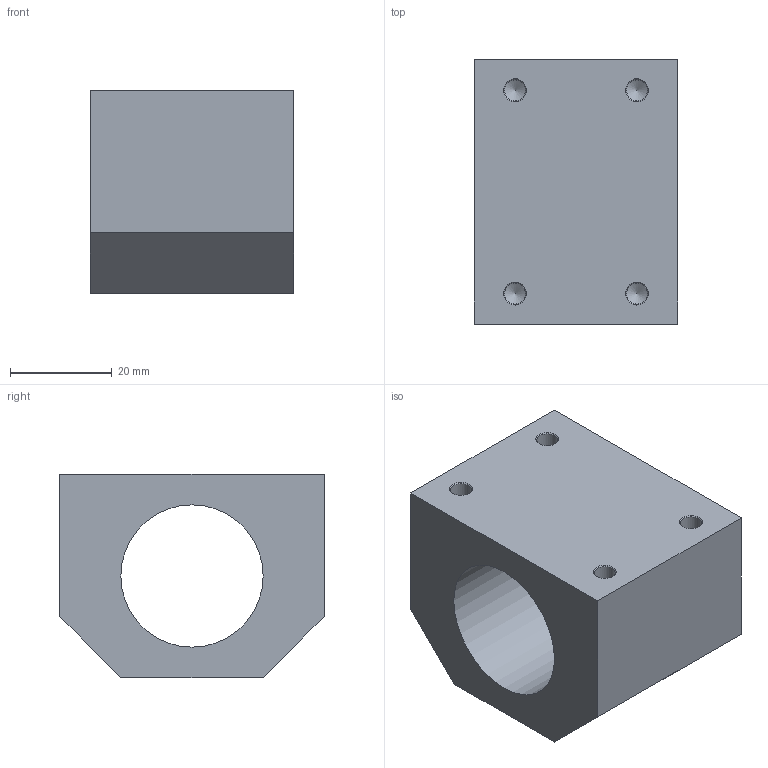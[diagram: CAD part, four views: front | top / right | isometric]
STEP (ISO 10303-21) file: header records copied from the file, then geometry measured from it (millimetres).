
FILE_DESCRIPTION(/* description */ (''),/* implementation_level */ '2;1');
FILE_NAME(/* name */ '16mm_Spannblock_20160128.stp',/* time_stamp */ '2016-01-28T18:04:58+01:00',/* author */ ('Nick_2'),/* organization */ (''),/* preprocessor_version */ 'ST-DEVELOPER v15.6',/* originating_system */ 'Autodesk Inventor 2015',/* authorisation */ '');
FILE_SCHEMA (('AUTOMOTIVE_DESIGN { 1 0 10303 214 3 1 1 }'));
Length unit declared in the file: millimetre
Products named in the file (1): Ball NUt Housing SFU1605
Bounding box: 40 x 52 x 40 mm (x, y, z)
Volume: 50216.2 mm3; surface area: 15148.3 mm2
Topology: 1 solids, 1 shells, 33 faces, 80 edges, 49 vertices
Faces by surface type: cone 14, cylinder 11, plane 8
Full cylindrical faces by diameter (mm): 4.134 x4, 4.917 x6, 28 x1
Entity records: 760 total; most frequent: DIRECTION 138, CARTESIAN_POINT 116, ORIENTED_EDGE 88, EDGE_LOOP 60, AXIS2_PLACEMENT_3D 60, EDGE_CURVE 44, VERTEX_POINT 38, FACE_OUTER_BOUND 33
